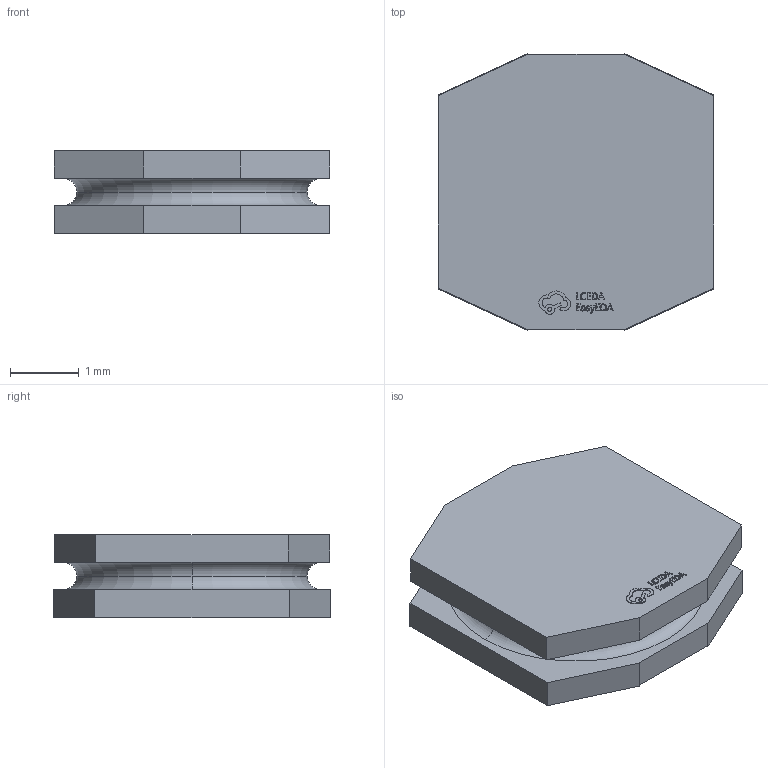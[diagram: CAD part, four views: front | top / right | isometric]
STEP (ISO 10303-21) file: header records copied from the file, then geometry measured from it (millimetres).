
FILE_DESCRIPTION (( 'STEP AP214' ), '1' );
FILE_NAME ('IND-SMD_L4.0-W4.0-H1.2_VLS4012ET.step', '2022-07-09T00:11:27', ( '' ), ( '' ), 'SwSTEP 2.0', 'SolidWorks 2020', '' );
FILE_SCHEMA (( 'AUTOMOTIVE_DESIGN' ));
Length unit declared in the file: millimetre
Products named in the file (1): IND-SMD_L4.0-W4.0-H1.2_VLS4012ET
Bounding box: 4 x 4.02 x 1.22 mm (x, y, z)
Volume: 15.4 mm3; surface area: 54.3 mm2
Topology: 1 solids, 1 shells, 311 faces, 841 edges, 560 vertices
Faces by surface type: plane 195, bspline 112, torus 4
Entity records: 14336 total; most frequent: CARTESIAN_POINT 3817, ORIENTED_EDGE 1682, DIRECTION 1023, EDGE_CURVE 841, LINE 603, VECTOR 603, VERTEX_POINT 560, EDGE_LOOP 339
